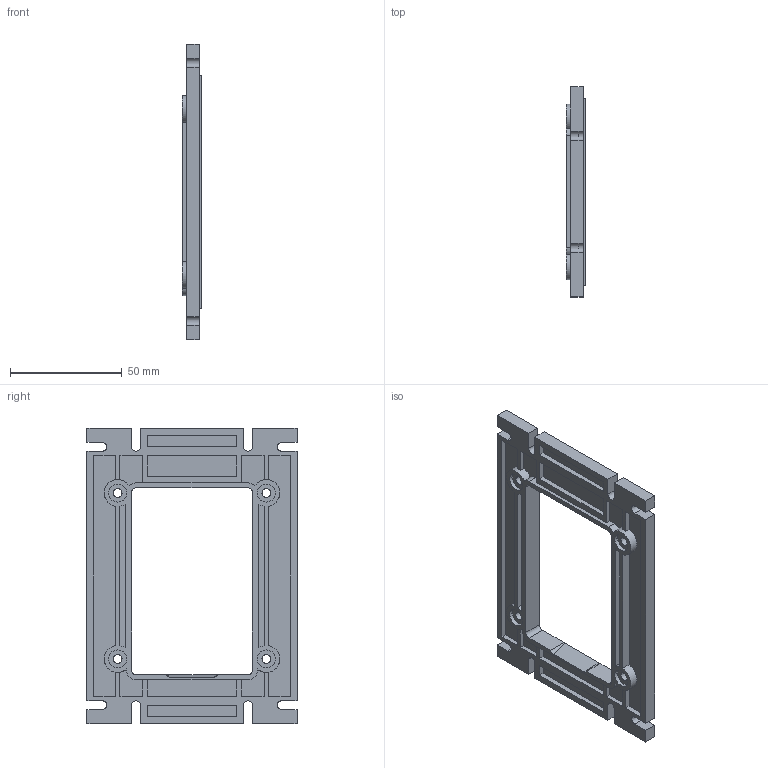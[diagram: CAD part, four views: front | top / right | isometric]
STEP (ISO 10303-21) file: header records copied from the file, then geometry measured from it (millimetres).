
FILE_DESCRIPTION((''),'2;1');
FILE_NAME('CCREADERHOLDER','2025-05-06T11:50:26',('tnthi'),(''),'CREO PARAMETRIC BY PTC INC, 2024153','CREO PARAMETRIC BY PTC INC, 2024153','');
FILE_SCHEMA(('CONFIG_CONTROL_DESIGN'));
Length unit declared in the file: millimetre
Products named in the file (1): CCREADERHOLDER
Bounding box: 8.6 x 94.1 x 132.19 mm (x, y, z)
Volume: 40305.3 mm3; surface area: 27445.6 mm2
Topology: 1 solids, 1 shells, 163 faces, 440 edges, 291 vertices
Faces by surface type: plane 113, cylinder 48, bspline 2
Entity records: 5590 total; most frequent: CARTESIAN_POINT 1344, ORIENTED_EDGE 880, DIRECTION 860, EDGE_CURVE 440, VECTOR 330, LINE 330, VERTEX_POINT 291, AXIS2_PLACEMENT_3D 265
